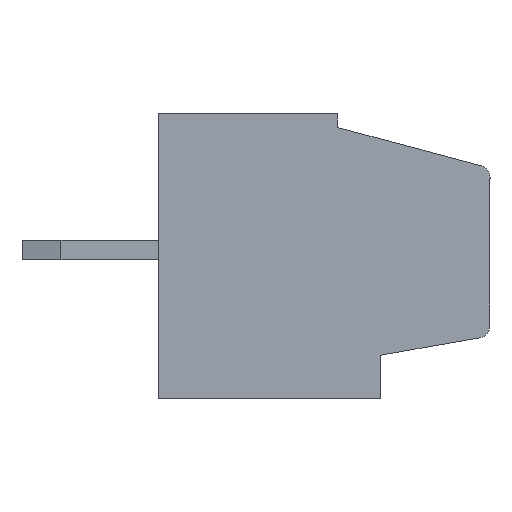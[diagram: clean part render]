
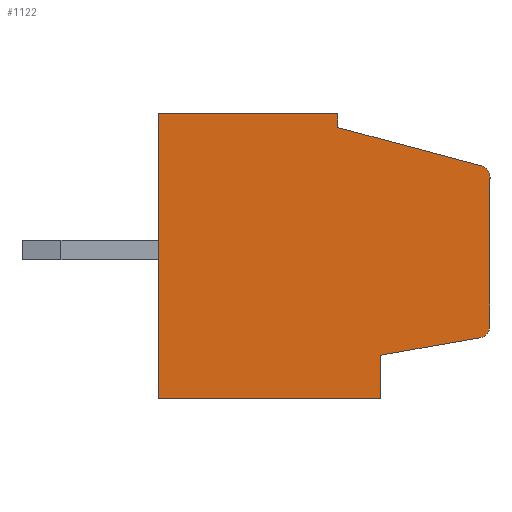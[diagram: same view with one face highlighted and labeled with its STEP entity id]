
A CAD part, left-side view. The second image highlights one B-rep face of the part: STEP entity #1122.
In plain terms, the highlighted planar face has unit normal (-1, 0, 0).
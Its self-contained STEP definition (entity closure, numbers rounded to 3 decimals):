
#1122 = ADVANCED_FACE( '', ( #2423 ), #2424, .F. );
#2423 = FACE_OUTER_BOUND( '', #3786, .T. );
#2424 = PLANE( '', #3787 );
#3786 = EDGE_LOOP( '', ( #6905, #6906, #6907, #6908, #6909, #6910, #6911, #6912, #6913, #6914 ) );
#3787 = AXIS2_PLACEMENT_3D( '', #6915, #6916, #6917 );
#6905 = ORIENTED_EDGE( '', *, *, #8321, .T. );
#6906 = ORIENTED_EDGE( '', *, *, #8505, .F. );
#6907 = ORIENTED_EDGE( '', *, *, #8199, .F. );
#6908 = ORIENTED_EDGE( '', *, *, #7810, .F. );
#6909 = ORIENTED_EDGE( '', *, *, #7959, .F. );
#6910 = ORIENTED_EDGE( '', *, *, #8632, .F. );
#6911 = ORIENTED_EDGE( '', *, *, #8633, .F. );
#6912 = ORIENTED_EDGE( '', *, *, #7724, .F. );
#6913 = ORIENTED_EDGE( '', *, *, #8389, .T. );
#6914 = ORIENTED_EDGE( '', *, *, #8590, .F. );
#6915 = CARTESIAN_POINT( '', ( 0., 2.296, 20. ) );
#6916 = DIRECTION( '', ( 1., 0., 0. ) );
#6917 = DIRECTION( '', ( 0., 1., 0. ) );
#7724 = EDGE_CURVE( '', #9260, #9262, #9263, .T. );
#7810 = EDGE_CURVE( '', #9404, #9406, #9407, .T. );
#7959 = EDGE_CURVE( '', #9654, #9404, #9657, .T. );
#8199 = EDGE_CURVE( '', #9406, #10010, #10011, .T. );
#8321 = EDGE_CURVE( '', #10181, #10179, #10182, .F. );
#8389 = EDGE_CURVE( '', #9260, #10266, #10268, .F. );
#8505 = EDGE_CURVE( '', #10010, #10179, #10413, .T. );
#8590 = EDGE_CURVE( '', #10181, #10266, #10510, .T. );
#8632 = EDGE_CURVE( '', #10553, #9654, #10554, .T. );
#8633 = EDGE_CURVE( '', #9262, #10553, #10555, .T. );
#9260 = VERTEX_POINT( '', #11372 );
#9262 = VERTEX_POINT( '', #11375 );
#9263 = LINE( '', #11376, #11377 );
#9404 = VERTEX_POINT( '', #11573 );
#9406 = VERTEX_POINT( '', #11576 );
#9407 = LINE( '', #11577, #11578 );
#9654 = VERTEX_POINT( '', #11930 );
#9657 = LINE( '', #11934, #11935 );
#10010 = VERTEX_POINT( '', #12426 );
#10011 = LINE( '', #12427, #12428 );
#10179 = VERTEX_POINT( '', #12658 );
#10181 = VERTEX_POINT( '', #12661 );
#10182 = CIRCLE( '', #12662, 0.3 );
#10266 = VERTEX_POINT( '', #12774 );
#10268 = CIRCLE( '', #12777, 0.3 );
#10413 = LINE( '', #12970, #12971 );
#10510 = LINE( '', #13104, #13105 );
#10553 = VERTEX_POINT( '', #13163 );
#10554 = LINE( '', #13164, #13165 );
#10555 = LINE( '', #13166, #13167 );
#11372 = CARTESIAN_POINT( '', ( 0., -3.652, 14.256 ) );
#11375 = CARTESIAN_POINT( '', ( 0., -1.1, 13.806 ) );
#11376 = CARTESIAN_POINT( '', ( 0., -1.1, 13.806 ) );
#11377 = VECTOR( '', #13622, 1000. );
#11573 = CARTESIAN_POINT( '', ( 0., 4.6, 20. ) );
#11576 = CARTESIAN_POINT( '', ( 0., 0., 20. ) );
#11577 = CARTESIAN_POINT( '', ( 0., 0., 20. ) );
#11578 = VECTOR( '', #13718, 1000. );
#11930 = CARTESIAN_POINT( '', ( 0., 4.6, 12.7 ) );
#11934 = CARTESIAN_POINT( '', ( 0., 4.6, 20. ) );
#11935 = VECTOR( '', #13876, 1000. );
#12426 = CARTESIAN_POINT( '', ( 0., 0., 19.645 ) );
#12427 = CARTESIAN_POINT( '', ( 0., 0., 19.645 ) );
#12428 = VECTOR( '', #14135, 1000. );
#12658 = CARTESIAN_POINT( '', ( 0., -3.678, 18.66 ) );
#12661 = CARTESIAN_POINT( '', ( 0., -3.9, 18.37 ) );
#12662 = AXIS2_PLACEMENT_3D( '', #14253, #14254, #14255 );
#12774 = CARTESIAN_POINT( '', ( 0., -3.9, 14.552 ) );
#12777 = AXIS2_PLACEMENT_3D( '', #14324, #14325, #14326 );
#12970 = CARTESIAN_POINT( '', ( 0., -3.678, 18.66 ) );
#12971 = VECTOR( '', #14441, 1000. );
#13104 = CARTESIAN_POINT( '', ( 0., -3.9, 14.552 ) );
#13105 = VECTOR( '', #14493, 1000. );
#13163 = CARTESIAN_POINT( '', ( 0., -1.1, 12.7 ) );
#13164 = CARTESIAN_POINT( '', ( 0., 4.6, 12.7 ) );
#13165 = VECTOR( '', #14518, 1000. );
#13166 = CARTESIAN_POINT( '', ( 0., -1.1, 12.7 ) );
#13167 = VECTOR( '', #14519, 1000. );
#13622 = DIRECTION( '', ( 0., 0.985, -0.174 ) );
#13718 = DIRECTION( '', ( 0., -1., 0. ) );
#13876 = DIRECTION( '', ( 0., 0., 1. ) );
#14135 = DIRECTION( '', ( 0., 0., -1. ) );
#14253 = CARTESIAN_POINT( '', ( 0., -3.6, 18.37 ) );
#14254 = DIRECTION( '', ( 1., 0., 0. ) );
#14255 = DIRECTION( '', ( 0., 0., -1. ) );
#14324 = CARTESIAN_POINT( '', ( 0., -3.6, 14.552 ) );
#14325 = DIRECTION( '', ( 1., 0., 0. ) );
#14326 = DIRECTION( '', ( 0., 0., -1. ) );
#14441 = DIRECTION( '', ( 0., -0.966, -0.259 ) );
#14493 = DIRECTION( '', ( 0., 0., -1. ) );
#14518 = DIRECTION( '', ( 0., 1., 0. ) );
#14519 = DIRECTION( '', ( 0., 0., -1. ) );
